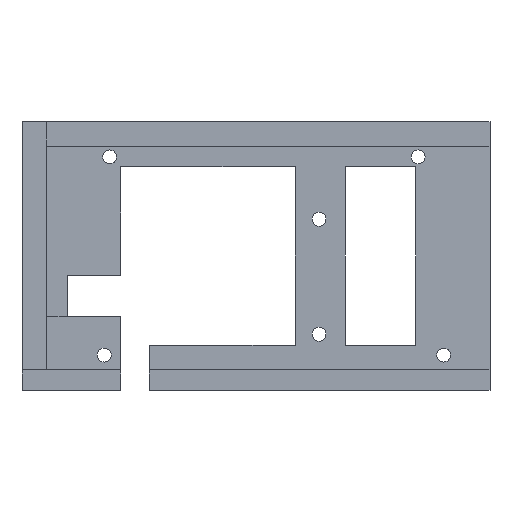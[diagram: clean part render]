
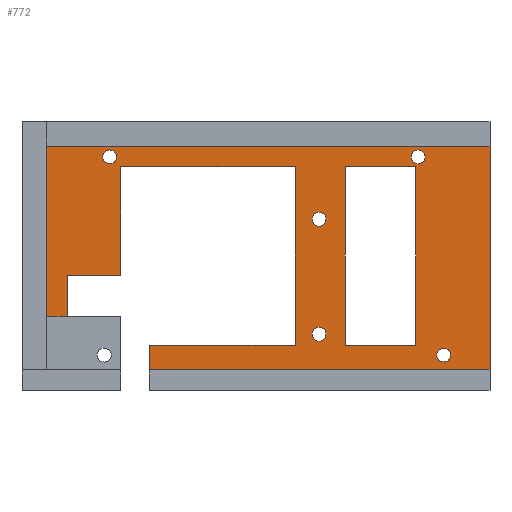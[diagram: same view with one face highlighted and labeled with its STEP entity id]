
A CAD part, front view. The second image highlights one B-rep face of the part: STEP entity #772.
In plain terms, the highlighted planar face has unit normal (0, -1, 0).
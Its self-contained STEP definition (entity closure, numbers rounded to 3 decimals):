
#1=CARTESIAN_POINT('',(90.33,0.,50.81));
#2=DIRECTION('',(0.,-1.,0.));
#3=DIRECTION('',(1.,0.,0.));
#4=AXIS2_PLACEMENT_3D('',#1,#2,#3);
#6=CARTESIAN_POINT('',(90.33,0.,50.81));
#7=DIRECTION('',(0.,-1.,0.));
#8=DIRECTION('',(-1.,0.,0.));
#9=AXIS2_PLACEMENT_3D('',#6,#7,#8);
#11=CARTESIAN_POINT('',(15.29,0.,50.81));
#12=DIRECTION('',(0.,-1.,0.));
#13=DIRECTION('',(1.,0.,0.));
#14=AXIS2_PLACEMENT_3D('',#11,#12,#13);
#16=CARTESIAN_POINT('',(15.29,0.,50.81));
#17=DIRECTION('',(0.,-1.,0.));
#18=DIRECTION('',(-1.,0.,0.));
#19=AXIS2_PLACEMENT_3D('',#16,#17,#18);
#21=CARTESIAN_POINT('',(96.51,0.,2.59));
#22=DIRECTION('',(0.,-1.,0.));
#23=DIRECTION('',(1.,0.,0.));
#24=AXIS2_PLACEMENT_3D('',#21,#22,#23);
#26=CARTESIAN_POINT('',(96.51,0.,2.59));
#27=DIRECTION('',(0.,-1.,0.));
#28=DIRECTION('',(-1.,0.,0.));
#29=AXIS2_PLACEMENT_3D('',#26,#27,#28);
#31=CARTESIAN_POINT('',(66.23,0.,35.65));
#32=DIRECTION('',(0.,-1.,0.));
#33=DIRECTION('',(1.,0.,0.));
#34=AXIS2_PLACEMENT_3D('',#31,#32,#33);
#36=CARTESIAN_POINT('',(66.23,0.,35.65));
#37=DIRECTION('',(0.,-1.,0.));
#38=DIRECTION('',(-1.,0.,0.));
#39=AXIS2_PLACEMENT_3D('',#36,#37,#38);
#41=CARTESIAN_POINT('',(66.23,0.,7.69));
#42=DIRECTION('',(0.,-1.,0.));
#43=DIRECTION('',(1.,0.,0.));
#44=AXIS2_PLACEMENT_3D('',#41,#42,#43);
#46=CARTESIAN_POINT('',(66.23,0.,7.69));
#47=DIRECTION('',(0.,-1.,0.));
#48=DIRECTION('',(-1.,0.,0.));
#49=AXIS2_PLACEMENT_3D('',#46,#47,#48);
#51=DIRECTION('',(1.,0.,0.));
#52=VECTOR('',#51,17.25);
#53=CARTESIAN_POINT('',(72.55,0.,48.4));
#54=LINE('',#53,#52);
#55=DIRECTION('',(0.,0.,1.));
#56=VECTOR('',#55,43.4);
#57=CARTESIAN_POINT('',(72.55,0.,5.));
#58=LINE('',#57,#56);
#59=DIRECTION('',(-1.,0.,0.));
#60=VECTOR('',#59,17.25);
#61=CARTESIAN_POINT('',(89.8,0.,5.));
#62=LINE('',#61,#60);
#63=DIRECTION('',(0.,0.,-1.));
#64=VECTOR('',#63,54.4);
#65=CARTESIAN_POINT('',(107.8,0.,53.4));
#66=LINE('',#65,#64);
#67=DIRECTION('',(-1.,0.,0.));
#68=VECTOR('',#67,35.435);
#69=CARTESIAN_POINT('',(60.435,0.,5.));
#70=LINE('',#69,#68);
#71=DIRECTION('',(0.,0.,-1.));
#72=VECTOR('',#71,43.4);
#73=CARTESIAN_POINT('',(60.435,0.,48.4));
#74=LINE('',#73,#72);
#75=DIRECTION('',(1.,0.,0.));
#76=VECTOR('',#75,42.435);
#77=CARTESIAN_POINT('',(18.,0.,48.4));
#78=LINE('',#77,#76);
#79=DIRECTION('',(0.,0.,1.));
#80=VECTOR('',#79,26.4);
#81=CARTESIAN_POINT('',(18.,0.,22.));
#82=LINE('',#81,#80);
#83=DIRECTION('',(1.,0.,0.));
#84=VECTOR('',#83,13.);
#85=CARTESIAN_POINT('',(5.,0.,22.));
#86=LINE('',#85,#84);
#87=DIRECTION('',(0.,0.,1.));
#88=VECTOR('',#87,10.);
#89=CARTESIAN_POINT('',(5.,0.,12.));
#90=LINE('',#89,#88);
#91=DIRECTION('',(-1.,0.,0.));
#92=VECTOR('',#91,5.);
#93=CARTESIAN_POINT('',(5.,0.,12.));
#94=LINE('',#93,#92);
#95=DIRECTION('',(0.,0.,1.));
#96=VECTOR('',#95,41.4);
#97=CARTESIAN_POINT('',(0.,0.,12.));
#98=LINE('',#97,#96);
#235=DIRECTION('',(0.,0.,-1.));
#236=VECTOR('',#235,6.);
#237=CARTESIAN_POINT('',(25.,0.,5.));
#238=LINE('',#237,#236);
#247=DIRECTION('',(1.,0.,0.));
#248=VECTOR('',#247,82.8);
#249=CARTESIAN_POINT('',(25.,0.,-1.));
#250=LINE('',#249,#248);
#355=DIRECTION('',(-1.,0.,0.));
#356=VECTOR('',#355,107.8);
#357=CARTESIAN_POINT('',(107.8,0.,53.4));
#358=LINE('',#357,#356);
#505=DIRECTION('',(0.,0.,-1.));
#506=VECTOR('',#505,43.4);
#507=CARTESIAN_POINT('',(89.8,0.,48.4));
#508=LINE('',#507,#506);
#533=CARTESIAN_POINT('',(92.02,0.,50.81));
#534=CARTESIAN_POINT('',(88.64,0.,50.81));
#535=VERTEX_POINT('',#533);
#536=VERTEX_POINT('',#534);
#537=CARTESIAN_POINT('',(16.98,0.,50.81));
#538=CARTESIAN_POINT('',(13.6,0.,50.81));
#539=VERTEX_POINT('',#537);
#540=VERTEX_POINT('',#538);
#541=CARTESIAN_POINT('',(98.2,0.,2.59));
#542=CARTESIAN_POINT('',(94.82,0.,2.59));
#543=VERTEX_POINT('',#541);
#544=VERTEX_POINT('',#542);
#545=CARTESIAN_POINT('',(67.92,0.,35.65));
#546=CARTESIAN_POINT('',(64.54,0.,35.65));
#547=VERTEX_POINT('',#545);
#548=VERTEX_POINT('',#546);
#549=CARTESIAN_POINT('',(67.92,0.,7.69));
#550=CARTESIAN_POINT('',(64.54,0.,7.69));
#551=VERTEX_POINT('',#549);
#552=VERTEX_POINT('',#550);
#553=CARTESIAN_POINT('',(5.,0.,22.));
#554=CARTESIAN_POINT('',(18.,0.,22.));
#555=VERTEX_POINT('',#553);
#556=VERTEX_POINT('',#554);
#557=CARTESIAN_POINT('',(18.,0.,48.4));
#558=VERTEX_POINT('',#557);
#559=CARTESIAN_POINT('',(60.435,0.,48.4));
#560=VERTEX_POINT('',#559);
#561=CARTESIAN_POINT('',(60.435,0.,5.));
#562=VERTEX_POINT('',#561);
#563=CARTESIAN_POINT('',(25.,0.,5.));
#564=VERTEX_POINT('',#563);
#565=CARTESIAN_POINT('',(89.8,0.,5.));
#566=CARTESIAN_POINT('',(72.55,0.,5.));
#567=VERTEX_POINT('',#565);
#568=VERTEX_POINT('',#566);
#569=CARTESIAN_POINT('',(72.55,0.,48.4));
#570=VERTEX_POINT('',#569);
#571=CARTESIAN_POINT('',(89.8,0.,48.4));
#572=VERTEX_POINT('',#571);
#581=CARTESIAN_POINT('',(5.,0.,12.));
#582=VERTEX_POINT('',#581);
#649=CARTESIAN_POINT('',(0.,0.,12.));
#650=VERTEX_POINT('',#649);
#684=CARTESIAN_POINT('',(0.,0.,53.4));
#686=VERTEX_POINT('',#684);
#693=CARTESIAN_POINT('',(25.,0.,-1.));
#694=VERTEX_POINT('',#693);
#697=CARTESIAN_POINT('',(107.8,0.,53.4));
#698=CARTESIAN_POINT('',(107.8,0.,-1.));
#699=VERTEX_POINT('',#697);
#700=VERTEX_POINT('',#698);
#701=CARTESIAN_POINT('',(0.,0.,0.));
#702=DIRECTION('',(0.,-1.,0.));
#703=DIRECTION('',(1.,0.,0.));
#704=AXIS2_PLACEMENT_3D('',#701,#702,#703);
#705=PLANE('',#704);
#707=ORIENTED_EDGE('',*,*,#706,.F.);
#709=ORIENTED_EDGE('',*,*,#708,.T.);
#711=ORIENTED_EDGE('',*,*,#710,.F.);
#713=ORIENTED_EDGE('',*,*,#712,.F.);
#715=ORIENTED_EDGE('',*,*,#714,.F.);
#717=ORIENTED_EDGE('',*,*,#716,.F.);
#719=ORIENTED_EDGE('',*,*,#718,.F.);
#721=ORIENTED_EDGE('',*,*,#720,.F.);
#723=ORIENTED_EDGE('',*,*,#722,.F.);
#725=ORIENTED_EDGE('',*,*,#724,.F.);
#727=ORIENTED_EDGE('',*,*,#726,.T.);
#729=ORIENTED_EDGE('',*,*,#728,.T.);
#730=EDGE_LOOP('',(#707,#709,#711,#713,#715,#717,#719,#721,#723,#725,#727,
#729));
#731=FACE_OUTER_BOUND('',#730,.F.);
#733=ORIENTED_EDGE('',*,*,#732,.T.);
#735=ORIENTED_EDGE('',*,*,#734,.T.);
#736=EDGE_LOOP('',(#733,#735));
#737=FACE_BOUND('',#736,.F.);
#739=ORIENTED_EDGE('',*,*,#738,.T.);
#741=ORIENTED_EDGE('',*,*,#740,.T.);
#742=EDGE_LOOP('',(#739,#741));
#743=FACE_BOUND('',#742,.F.);
#745=ORIENTED_EDGE('',*,*,#744,.T.);
#747=ORIENTED_EDGE('',*,*,#746,.T.);
#748=EDGE_LOOP('',(#745,#747));
#749=FACE_BOUND('',#748,.F.);
#751=ORIENTED_EDGE('',*,*,#750,.T.);
#753=ORIENTED_EDGE('',*,*,#752,.T.);
#754=EDGE_LOOP('',(#751,#753));
#755=FACE_BOUND('',#754,.F.);
#757=ORIENTED_EDGE('',*,*,#756,.F.);
#759=ORIENTED_EDGE('',*,*,#758,.F.);
#761=ORIENTED_EDGE('',*,*,#760,.F.);
#763=ORIENTED_EDGE('',*,*,#762,.F.);
#764=EDGE_LOOP('',(#757,#759,#761,#763));
#765=FACE_BOUND('',#764,.F.);
#767=ORIENTED_EDGE('',*,*,#766,.T.);
#769=ORIENTED_EDGE('',*,*,#768,.T.);
#770=EDGE_LOOP('',(#767,#769));
#771=FACE_BOUND('',#770,.F.);
#772=ADVANCED_FACE('',(#731,#737,#743,#749,#755,#765,#771),#705,.T.);
#5=CIRCLE('',#4,1.69);
#10=CIRCLE('',#9,1.69);
#15=CIRCLE('',#14,1.69);
#20=CIRCLE('',#19,1.69);
#25=CIRCLE('',#24,1.69);
#30=CIRCLE('',#29,1.69);
#35=CIRCLE('',#34,1.69);
#40=CIRCLE('',#39,1.69);
#45=CIRCLE('',#44,1.69);
#50=CIRCLE('',#49,1.69);
#706=EDGE_CURVE('',#699,#686,#358,.T.);
#708=EDGE_CURVE('',#699,#700,#66,.T.);
#710=EDGE_CURVE('',#694,#700,#250,.T.);
#712=EDGE_CURVE('',#564,#694,#238,.T.);
#714=EDGE_CURVE('',#562,#564,#70,.T.);
#716=EDGE_CURVE('',#560,#562,#74,.T.);
#718=EDGE_CURVE('',#558,#560,#78,.T.);
#720=EDGE_CURVE('',#556,#558,#82,.T.);
#722=EDGE_CURVE('',#555,#556,#86,.T.);
#724=EDGE_CURVE('',#582,#555,#90,.T.);
#726=EDGE_CURVE('',#582,#650,#94,.T.);
#728=EDGE_CURVE('',#650,#686,#98,.T.);
#732=EDGE_CURVE('',#539,#540,#15,.T.);
#734=EDGE_CURVE('',#540,#539,#20,.T.);
#738=EDGE_CURVE('',#543,#544,#25,.T.);
#740=EDGE_CURVE('',#544,#543,#30,.T.);
#744=EDGE_CURVE('',#547,#548,#35,.T.);
#746=EDGE_CURVE('',#548,#547,#40,.T.);
#750=EDGE_CURVE('',#551,#552,#45,.T.);
#752=EDGE_CURVE('',#552,#551,#50,.T.);
#756=EDGE_CURVE('',#572,#567,#508,.T.);
#758=EDGE_CURVE('',#570,#572,#54,.T.);
#760=EDGE_CURVE('',#568,#570,#58,.T.);
#762=EDGE_CURVE('',#567,#568,#62,.T.);
#766=EDGE_CURVE('',#535,#536,#5,.T.);
#768=EDGE_CURVE('',#536,#535,#10,.T.);
